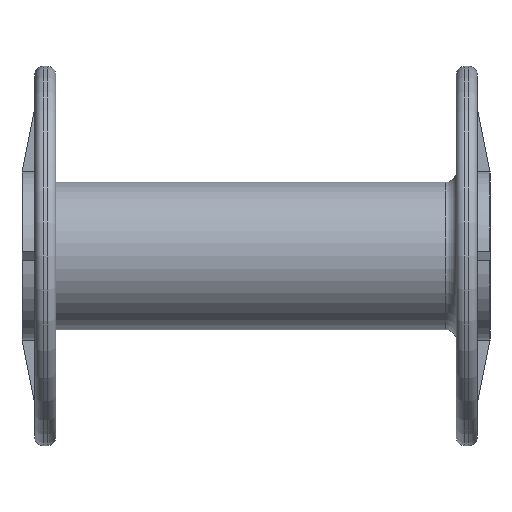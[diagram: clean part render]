
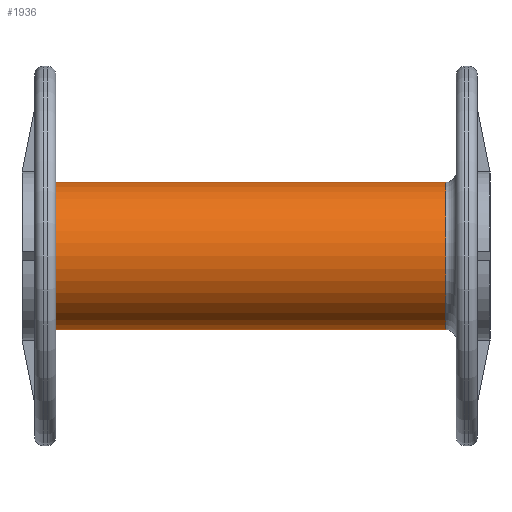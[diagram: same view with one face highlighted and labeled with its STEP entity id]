
A CAD part, front view. The second image highlights one B-rep face of the part: STEP entity #1936.
In plain terms, the highlighted cylindrical face has radius 17.5 mm (diameter 35 mm), a full revolution.
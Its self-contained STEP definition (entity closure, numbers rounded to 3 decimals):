
#111=CIRCLE('',#2088,17.5);
#132=CIRCLE('',#2128,17.5);
#197=CYLINDRICAL_SURFACE('',#2133,17.5);
#296=FACE_OUTER_BOUND('',#420,.T.);
#420=EDGE_LOOP('',(#1625,#1626,#1627,#1628));
#582=LINE('',#3235,#735);
#735=VECTOR('',#2628,17.5);
#859=VERTEX_POINT('',#3089);
#909=VERTEX_POINT('',#3226);
#1096=EDGE_CURVE('',#859,#859,#111,.T.);
#1164=EDGE_CURVE('',#909,#909,#132,.T.);
#1168=EDGE_CURVE('',#909,#859,#582,.T.);
#1625=ORIENTED_EDGE('',*,*,#1164,.F.);
#1626=ORIENTED_EDGE('',*,*,#1168,.T.);
#1627=ORIENTED_EDGE('',*,*,#1096,.T.);
#1628=ORIENTED_EDGE('',*,*,#1168,.F.);
#1936=ADVANCED_FACE('',(#296),#197,.T.);
#2088=AXIS2_PLACEMENT_3D('',#3090,#2489,#2490);
#2128=AXIS2_PLACEMENT_3D('',#3227,#2616,#2617);
#2133=AXIS2_PLACEMENT_3D('',#3234,#2626,#2627);
#2489=DIRECTION('center_axis',(1.,0.,0.));
#2490=DIRECTION('ref_axis',(0.,0.,-1.));
#2616=DIRECTION('center_axis',(1.,0.,0.));
#2617=DIRECTION('ref_axis',(0.,0.,-1.));
#2626=DIRECTION('center_axis',(1.,0.,0.));
#2627=DIRECTION('ref_axis',(0.,0.,-1.));
#2628=DIRECTION('',(-1.,0.,0.));
#3089=CARTESIAN_POINT('',(75.,0.,17.5));
#3090=CARTESIAN_POINT('Origin',(75.,0.,0.));
#3226=CARTESIAN_POINT('',(167.5,0.,17.5));
#3227=CARTESIAN_POINT('Origin',(167.5,0.,0.));
#3234=CARTESIAN_POINT('Origin',(0.,0.,0.));
#3235=CARTESIAN_POINT('',(0.,0.,17.5));
